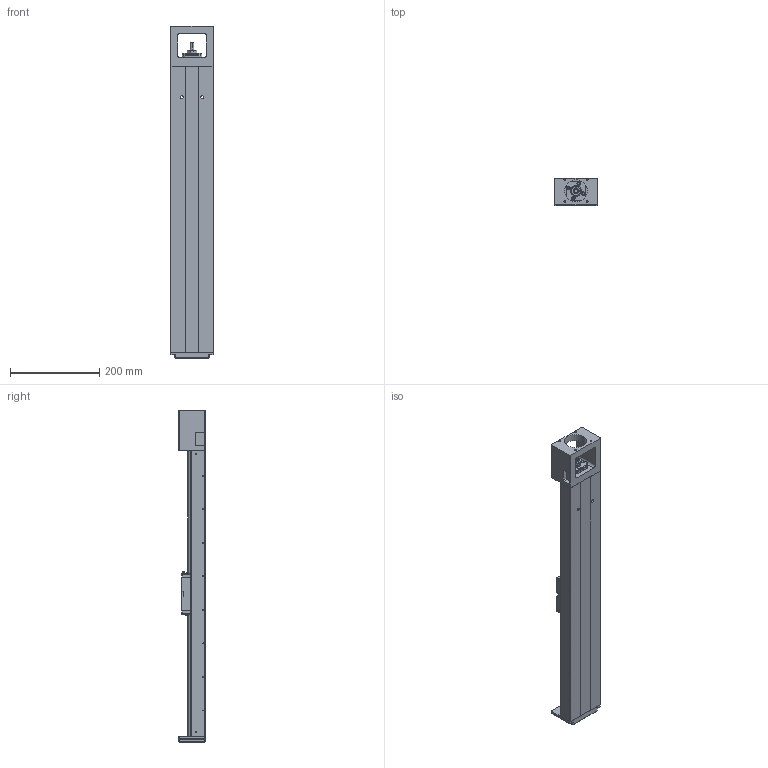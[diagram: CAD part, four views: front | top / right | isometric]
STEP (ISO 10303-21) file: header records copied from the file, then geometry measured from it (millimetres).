
FILE_DESCRIPTION (( 'STEP AP203' ), '1' );
FILE_NAME ('GKA5496-640-12N-P10-¼Ò½k¤Æ.STEP', '2016-02-03T03:55:10', ( '' ), ( '' ), 'SwSTEP 2.0', 'SolidWorks 2015', '' );
FILE_SCHEMA (( 'CONFIG_CONTROL_DESIGN' ));
Length unit declared in the file: millimetre
Products named in the file (3): Group2^GKA5496-640-12N-P10-模糊化; GKA5496-640-12N-P10-模糊化; Group1^GKA5496-640-12N-P10-模糊化
Assembly tree (2 placements, depth 2):
  GKA5496-640-12N-P10-模糊化
    Group1^GKA5496-640-12N-P10-模糊化
    Group2^GKA5496-640-12N-P10-模糊化
Bounding box: 96 x 60 x 742.5 mm (x, y, z)
Volume: 1986339.4 mm3; surface area: 350542.8 mm2
Topology: 21 solids, 21 shells, 1258 faces, 3145 edges, 1890 vertices
Faces by surface type: plane 457, cylinder 403, cone 332, torus 44, sphere 22
Entity records: 37506 total; most frequent: CARTESIAN_POINT 7028, DIRECTION 6713, ORIENTED_EDGE 6108, EDGE_CURVE 3054, AXIS2_PLACEMENT_3D 2544, VERTEX_POINT 1887, LINE 1625, VECTOR 1625
